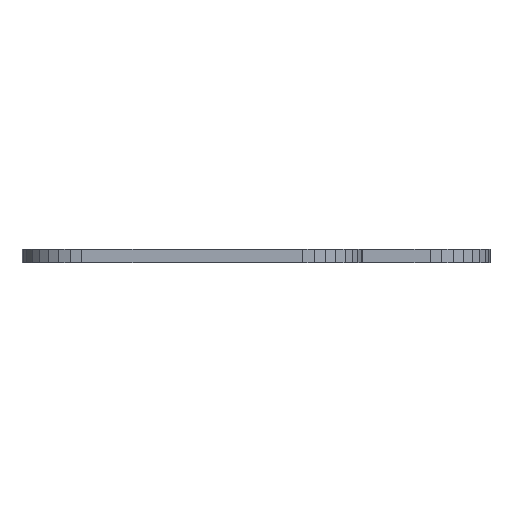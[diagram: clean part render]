
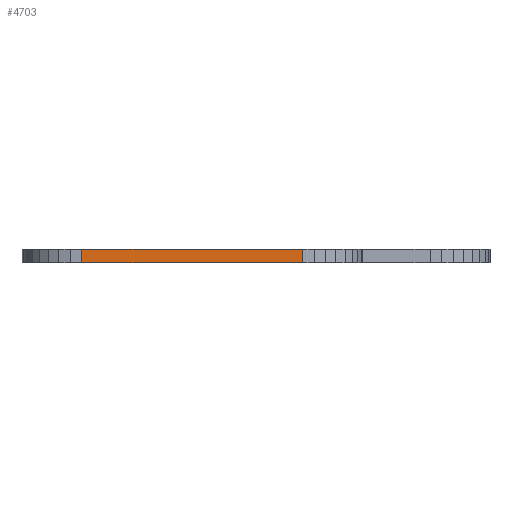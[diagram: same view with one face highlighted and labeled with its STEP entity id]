
A CAD part, left-side view. The second image highlights one B-rep face of the part: STEP entity #4703.
In plain terms, the highlighted planar face has unit normal (-1, 0.001, 0).
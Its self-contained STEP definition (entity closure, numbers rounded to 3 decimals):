
#32 = EDGE_CURVE('',#33,#35,#37,.T.);
#33 = VERTEX_POINT('',#34);
#34 = CARTESIAN_POINT('',(-0.009,-8.382,0.));
#35 = VERTEX_POINT('',#36);
#36 = CARTESIAN_POINT('',(-0.009,-8.382,0.391));
#37 = SURFACE_CURVE('',#38,(#42,#54),.PCURVE_S1.);
#38 = LINE('',#39,#40);
#39 = CARTESIAN_POINT('',(-0.009,-8.382,0.));
#40 = VECTOR('',#41,1.);
#41 = DIRECTION('',(0.,0.,1.));
#42 = PCURVE('',#43,#48);
#43 = PLANE('',#44);
#44 = AXIS2_PLACEMENT_3D('',#45,#46,#47);
#45 = CARTESIAN_POINT('',(-0.009,-8.382,0.));
#46 = DIRECTION('',(0.995,0.098,0.));
#47 = DIRECTION('',(0.098,-0.995,0.));
#48 = DEFINITIONAL_REPRESENTATION('',(#49),#53);
#49 = LINE('',#50,#51);
#50 = CARTESIAN_POINT('',(0.,0.));
#51 = VECTOR('',#52,1.);
#52 = DIRECTION('',(0.,-1.));
#53 = ( GEOMETRIC_REPRESENTATION_CONTEXT(2) 
PARAMETRIC_REPRESENTATION_CONTEXT() REPRESENTATION_CONTEXT('2D SPACE',''
  ) );
#54 = PCURVE('',#55,#60);
#55 = PLANE('',#56);
#56 = AXIS2_PLACEMENT_3D('',#57,#58,#59);
#57 = CARTESIAN_POINT('',(0.,-1.778,0.));
#58 = DIRECTION('',(1.,-0.001,0.));
#59 = DIRECTION('',(-0.001,-1.,0.));
#60 = DEFINITIONAL_REPRESENTATION('',(#61),#65);
#61 = LINE('',#62,#63);
#62 = CARTESIAN_POINT('',(6.604,0.));
#63 = VECTOR('',#64,1.);
#64 = DIRECTION('',(0.,-1.));
#65 = ( GEOMETRIC_REPRESENTATION_CONTEXT(2) 
PARAMETRIC_REPRESENTATION_CONTEXT() REPRESENTATION_CONTEXT('2D SPACE',''
  ) );
#83 = PLANE('',#84);
#84 = AXIS2_PLACEMENT_3D('',#85,#86,#87);
#85 = CARTESIAN_POINT('',(-0.009,-8.382,0.391));
#86 = DIRECTION('',(0.,0.,-1.));
#87 = DIRECTION('',(-1.,0.,0.));
#137 = PLANE('',#138);
#138 = AXIS2_PLACEMENT_3D('',#139,#140,#141);
#139 = CARTESIAN_POINT('',(-0.009,-8.382,0.));
#140 = DIRECTION('',(0.,0.,-1.));
#141 = DIRECTION('',(-1.,0.,0.));
#4600 = PLANE('',#4601);
#4601 = AXIS2_PLACEMENT_3D('',#4602,#4603,#4604);
#4602 = CARTESIAN_POINT('',(-0.009,-1.778,0.));
#4603 = DIRECTION('',(0.,1.,0.));
#4604 = DIRECTION('',(1.,0.,0.));
#4638 = VERTEX_POINT('',#4639);
#4639 = CARTESIAN_POINT('',(0.,-1.778,0.391));
#4660 = EDGE_CURVE('',#4661,#4638,#4663,.T.);
#4661 = VERTEX_POINT('',#4662);
#4662 = CARTESIAN_POINT('',(0.,-1.778,0.));
#4663 = SURFACE_CURVE('',#4664,(#4668,#4675),.PCURVE_S1.);
#4664 = LINE('',#4665,#4666);
#4665 = CARTESIAN_POINT('',(0.,-1.778,0.));
#4666 = VECTOR('',#4667,1.);
#4667 = DIRECTION('',(0.,0.,1.));
#4668 = PCURVE('',#4600,#4669);
#4669 = DEFINITIONAL_REPRESENTATION('',(#4670),#4674);
#4670 = LINE('',#4671,#4672);
#4671 = CARTESIAN_POINT('',(0.009,0.));
#4672 = VECTOR('',#4673,1.);
#4673 = DIRECTION('',(0.,-1.));
#4674 = ( GEOMETRIC_REPRESENTATION_CONTEXT(2) 
PARAMETRIC_REPRESENTATION_CONTEXT() REPRESENTATION_CONTEXT('2D SPACE',''
  ) );
#4675 = PCURVE('',#55,#4676);
#4676 = DEFINITIONAL_REPRESENTATION('',(#4677),#4681);
#4677 = LINE('',#4678,#4679);
#4678 = CARTESIAN_POINT('',(0.,0.));
#4679 = VECTOR('',#4680,1.);
#4680 = DIRECTION('',(0.,-1.));
#4681 = ( GEOMETRIC_REPRESENTATION_CONTEXT(2) 
PARAMETRIC_REPRESENTATION_CONTEXT() REPRESENTATION_CONTEXT('2D SPACE',''
  ) );
#4703 = ADVANCED_FACE('',(#4704),#55,.F.);
#4704 = FACE_BOUND('',#4705,.F.);
#4705 = EDGE_LOOP('',(#4706,#4707,#4728,#4729));
#4706 = ORIENTED_EDGE('',*,*,#4660,.T.);
#4707 = ORIENTED_EDGE('',*,*,#4708,.T.);
#4708 = EDGE_CURVE('',#4638,#35,#4709,.T.);
#4709 = SURFACE_CURVE('',#4710,(#4714,#4721),.PCURVE_S1.);
#4710 = LINE('',#4711,#4712);
#4711 = CARTESIAN_POINT('',(0.,-1.778,0.391));
#4712 = VECTOR('',#4713,1.);
#4713 = DIRECTION('',(-0.001,-1.,0.));
#4714 = PCURVE('',#55,#4715);
#4715 = DEFINITIONAL_REPRESENTATION('',(#4716),#4720);
#4716 = LINE('',#4717,#4718);
#4717 = CARTESIAN_POINT('',(0.,-0.391));
#4718 = VECTOR('',#4719,1.);
#4719 = DIRECTION('',(1.,0.));
#4720 = ( GEOMETRIC_REPRESENTATION_CONTEXT(2) 
PARAMETRIC_REPRESENTATION_CONTEXT() REPRESENTATION_CONTEXT('2D SPACE',''
  ) );
#4721 = PCURVE('',#83,#4722);
#4722 = DEFINITIONAL_REPRESENTATION('',(#4723),#4727);
#4723 = LINE('',#4724,#4725);
#4724 = CARTESIAN_POINT('',(-0.009,6.604));
#4725 = VECTOR('',#4726,1.);
#4726 = DIRECTION('',(0.001,-1.));
#4727 = ( GEOMETRIC_REPRESENTATION_CONTEXT(2) 
PARAMETRIC_REPRESENTATION_CONTEXT() REPRESENTATION_CONTEXT('2D SPACE',''
  ) );
#4728 = ORIENTED_EDGE('',*,*,#32,.F.);
#4729 = ORIENTED_EDGE('',*,*,#4730,.F.);
#4730 = EDGE_CURVE('',#4661,#33,#4731,.T.);
#4731 = SURFACE_CURVE('',#4732,(#4736,#4743),.PCURVE_S1.);
#4732 = LINE('',#4733,#4734);
#4733 = CARTESIAN_POINT('',(0.,-1.778,0.));
#4734 = VECTOR('',#4735,1.);
#4735 = DIRECTION('',(-0.001,-1.,0.));
#4736 = PCURVE('',#55,#4737);
#4737 = DEFINITIONAL_REPRESENTATION('',(#4738),#4742);
#4738 = LINE('',#4739,#4740);
#4739 = CARTESIAN_POINT('',(0.,0.));
#4740 = VECTOR('',#4741,1.);
#4741 = DIRECTION('',(1.,0.));
#4742 = ( GEOMETRIC_REPRESENTATION_CONTEXT(2) 
PARAMETRIC_REPRESENTATION_CONTEXT() REPRESENTATION_CONTEXT('2D SPACE',''
  ) );
#4743 = PCURVE('',#137,#4744);
#4744 = DEFINITIONAL_REPRESENTATION('',(#4745),#4749);
#4745 = LINE('',#4746,#4747);
#4746 = CARTESIAN_POINT('',(-0.009,6.604));
#4747 = VECTOR('',#4748,1.);
#4748 = DIRECTION('',(0.001,-1.));
#4749 = ( GEOMETRIC_REPRESENTATION_CONTEXT(2) 
PARAMETRIC_REPRESENTATION_CONTEXT() REPRESENTATION_CONTEXT('2D SPACE',''
  ) );
